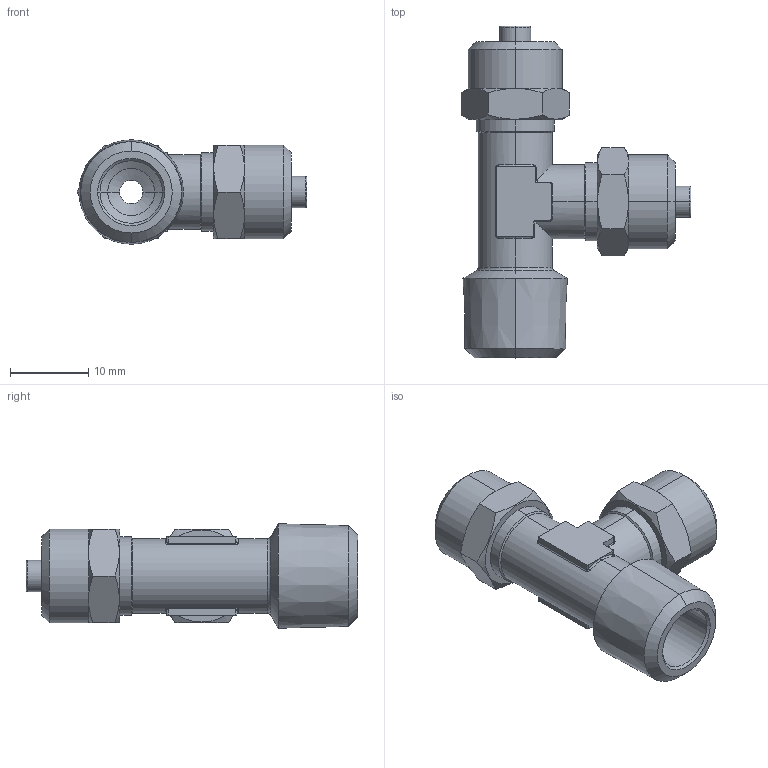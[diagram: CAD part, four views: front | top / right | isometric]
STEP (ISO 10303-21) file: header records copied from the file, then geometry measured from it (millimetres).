
FILE_DESCRIPTION (( 'STEP AP203' ), '1' );
FILE_NAME ('02110032.STEP', '2011-09-29T12:17:32', ( '' ), ( 'sopra-pneumatic' ), 'SwSTEP 2.0', 'SolidWorks 2011', '' );
FILE_SCHEMA (( 'CONFIG_CONTROL_DESIGN' ));
Length unit declared in the file: millimetre
Products named in the file (1): 02110032
Bounding box: 29.43 x 42.5 x 13.37 mm (x, y, z)
Volume: 4522.8 mm3; surface area: 3401.4 mm2
Topology: 1 solids, 1 shells, 175 faces, 409 edges, 237 vertices
Faces by surface type: cylinder 59, cone 44, plane 39, torus 17, bspline 12, sphere 4
Entity records: 5468 total; most frequent: CARTESIAN_POINT 1500, DIRECTION 835, ORIENTED_EDGE 810, EDGE_CURVE 405, AXIS2_PLACEMENT_3D 344, VERTEX_POINT 237, EDGE_LOOP 184, CIRCLE 180
